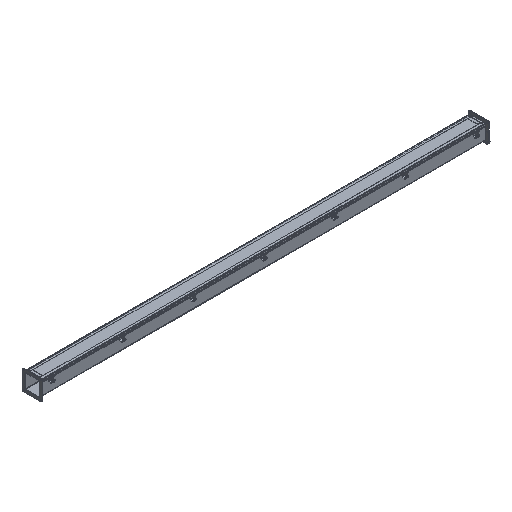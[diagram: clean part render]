
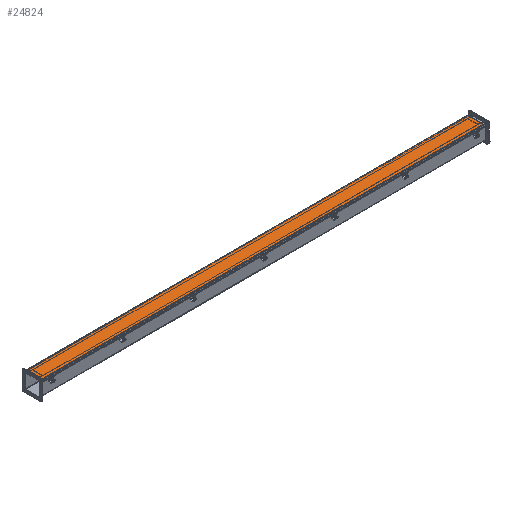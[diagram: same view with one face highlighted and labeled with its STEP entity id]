
A CAD part, isometric view. The second image highlights one B-rep face of the part: STEP entity #24824.
In plain terms, the highlighted planar face has unit normal (0, 0, 1).
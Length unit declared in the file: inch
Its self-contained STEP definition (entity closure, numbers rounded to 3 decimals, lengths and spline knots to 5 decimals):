
#183 = ORIENTED_EDGE ( 'NONE', *, *, #24950, .T. ) ;
#1060 = CARTESIAN_POINT ( 'NONE',  ( -59.234, -2.18743, 4.172 ) ) ;
#1743 = LINE ( 'NONE', #14021, #33536 ) ;
#3053 = VERTEX_POINT ( 'NONE', #14997 ) ;
#4012 = CARTESIAN_POINT ( 'NONE',  ( -59.234, -2.18743, 4.172 ) ) ;
#9353 = ORIENTED_EDGE ( 'NONE', *, *, #35514, .F. ) ;
#13332 = DIRECTION ( 'NONE',  ( 0., 0., 1. ) ) ;
#13366 = LINE ( 'NONE', #37922, #25113 ) ;
#13769 = CARTESIAN_POINT ( 'NONE',  ( -59.234, -2.07943, 4.172 ) ) ;
#14021 = CARTESIAN_POINT ( 'NONE',  ( -59.234, -2.07943, 4.172 ) ) ;
#14174 = EDGE_CURVE ( 'NONE', #38210, #3053, #1743, .T. ) ;
#14997 = CARTESIAN_POINT ( 'NONE',  ( 59.234, -2.07943, 4.172 ) ) ;
#17785 = VERTEX_POINT ( 'NONE', #20341 ) ;
#19611 = DIRECTION ( 'NONE',  ( 1., 0., 0. ) ) ;
#19863 = ORIENTED_EDGE ( 'NONE', *, *, #33499, .F. ) ;
#20341 = CARTESIAN_POINT ( 'NONE',  ( -59.234, 2.07957, 4.172 ) ) ;
#21019 = EDGE_LOOP ( 'NONE', ( #9353, #39007, #183, #19863 ) ) ;
#21945 = LINE ( 'NONE', #4012, #31684 ) ;
#24824 = ADVANCED_FACE ( 'NONE', ( #28834 ), #34293, .T. ) ;
#24943 = LINE ( 'NONE', #37226, #29707 ) ;
#24950 = EDGE_CURVE ( 'NONE', #3053, #37619, #24943, .T. ) ;
#25113 = VECTOR ( 'NONE', #19611, 39.37008 ) ;
#25613 = DIRECTION ( 'NONE',  ( 0., 1., 0. ) ) ;
#26977 = CARTESIAN_POINT ( 'NONE',  ( 59.234, 2.07957, 4.172 ) ) ;
#28834 = FACE_OUTER_BOUND ( 'NONE', #21019, .T. ) ;
#29707 = VECTOR ( 'NONE', #25613, 39.37008 ) ;
#31271 = DIRECTION ( 'NONE',  ( 1., 0., 0. ) ) ;
#31684 = VECTOR ( 'NONE', #34434, 39.37008 ) ;
#33499 = EDGE_CURVE ( 'NONE', #17785, #37619, #13366, .T. ) ;
#33536 = VECTOR ( 'NONE', #36514, 39.37008 ) ;
#34293 = PLANE ( 'NONE',  #34857 ) ;
#34434 = DIRECTION ( 'NONE',  ( 0., 1., 0. ) ) ;
#34857 = AXIS2_PLACEMENT_3D ( 'NONE', #1060, #13332, #31271 ) ;
#35514 = EDGE_CURVE ( 'NONE', #38210, #17785, #21945, .T. ) ;
#36514 = DIRECTION ( 'NONE',  ( 1., 0., 0. ) ) ;
#37226 = CARTESIAN_POINT ( 'NONE',  ( 59.234, 2.18757, 4.172 ) ) ;
#37619 = VERTEX_POINT ( 'NONE', #26977 ) ;
#37922 = CARTESIAN_POINT ( 'NONE',  ( -59.234, 2.07957, 4.172 ) ) ;
#38210 = VERTEX_POINT ( 'NONE', #13769 ) ;
#39007 = ORIENTED_EDGE ( 'NONE', *, *, #14174, .T. ) ;
